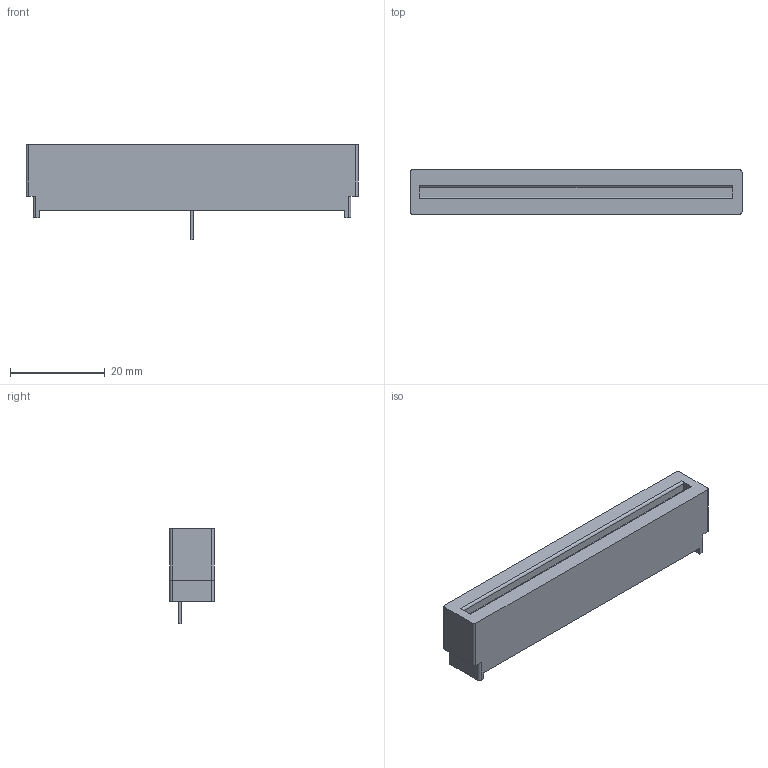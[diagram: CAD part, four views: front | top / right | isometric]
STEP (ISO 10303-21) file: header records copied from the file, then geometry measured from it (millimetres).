
FILE_DESCRIPTION(('FreeCAD Model'),'2;1');
FILE_NAME('Open CASCADE Shape Model','2021-12-17T15:00:24',('Doomn00b'), (''),'Open CASCADE STEP processor 7.5','FreeCAD','Unknown');
FILE_SCHEMA(('AUTOMOTIVE_DESIGN { 1 0 10303 214 1 1 1 1 }'));
Length unit declared in the file: millimetre
Products named in the file (3): TE_5530843_5; Box006; Box007
Assembly tree (2 placements, depth 2):
  TE_5530843_5
    Box006
    Box007
Bounding box: 70.1 x 9.35 x 20.07 mm (x, y, z)
Volume: 8158.1 mm3; surface area: 4636.5 mm2
Topology: 2 solids, 2 shells, 45 faces, 122 edges, 84 vertices
Faces by surface type: plane 35, cylinder 10
Entity records: 1487 total; most frequent: CARTESIAN_POINT 254, ORIENTED_EDGE 244, DIRECTION 238, EDGE_CURVE 122, LINE 102, VECTOR 102, VERTEX_POINT 84, AXIS2_PLACEMENT_3D 68
